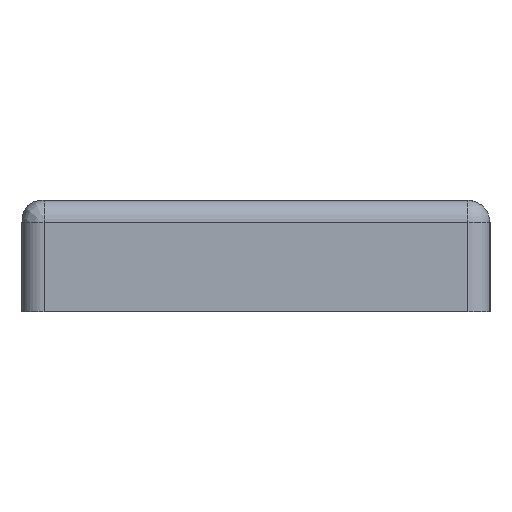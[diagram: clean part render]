
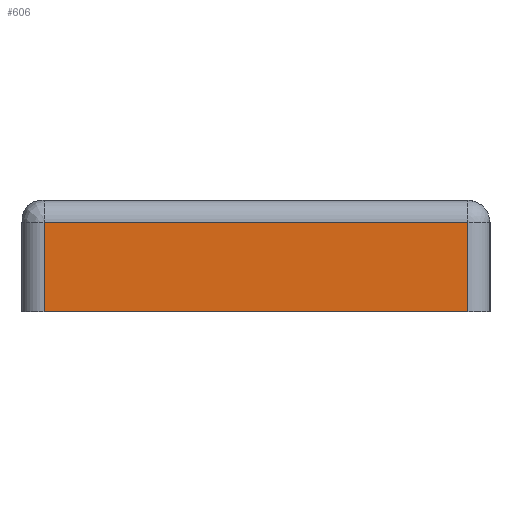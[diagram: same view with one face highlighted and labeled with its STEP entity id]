
A CAD part, left-side view. The second image highlights one B-rep face of the part: STEP entity #606.
In plain terms, the highlighted planar face has unit normal (-1, 0, 0).
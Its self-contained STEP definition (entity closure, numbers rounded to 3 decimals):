
#25=PLANE('',#668);
#58=FACE_OUTER_BOUND('',#100,.T.);
#100=EDGE_LOOP('',(#426,#427,#428,#429));
#144=LINE('',#931,#188);
#146=LINE('',#939,#190);
#147=LINE('',#946,#191);
#149=LINE('',#1007,#193);
#188=VECTOR('',#739,10.);
#190=VECTOR('',#747,10.);
#191=VECTOR('',#756,10.);
#193=VECTOR('',#762,10.);
#268=VERTEX_POINT('',#924);
#271=VERTEX_POINT('',#929);
#274=VERTEX_POINT('',#937);
#276=VERTEX_POINT('',#944);
#323=EDGE_CURVE('',#271,#268,#144,.T.);
#327=EDGE_CURVE('',#274,#271,#146,.T.);
#330=EDGE_CURVE('',#276,#274,#147,.T.);
#334=EDGE_CURVE('',#276,#268,#149,.T.);
#426=ORIENTED_EDGE('',*,*,#323,.F.);
#427=ORIENTED_EDGE('',*,*,#327,.F.);
#428=ORIENTED_EDGE('',*,*,#330,.F.);
#429=ORIENTED_EDGE('',*,*,#334,.T.);
#606=ADVANCED_FACE('',(#58),#25,.T.);
#668=AXIS2_PLACEMENT_3D('',#1006,#760,#761);
#739=DIRECTION('',(0.,0.,-1.));
#747=DIRECTION('',(0.,-1.,0.));
#756=DIRECTION('',(0.,0.,1.));
#760=DIRECTION('center_axis',(-1.,0.,0.));
#761=DIRECTION('ref_axis',(0.,-1.,0.));
#762=DIRECTION('',(0.,-1.,0.));
#924=CARTESIAN_POINT('',(-30.95,-23.8,0.));
#929=CARTESIAN_POINT('',(-30.95,-23.8,6.));
#931=CARTESIAN_POINT('',(-30.95,-23.8,0.));
#937=CARTESIAN_POINT('',(-30.95,4.75,6.));
#939=CARTESIAN_POINT('',(-30.95,-1.638,6.));
#944=CARTESIAN_POINT('',(-30.95,4.75,0.));
#946=CARTESIAN_POINT('',(-30.95,4.75,0.));
#1006=CARTESIAN_POINT('Origin',(-30.95,6.25,0.));
#1007=CARTESIAN_POINT('',(-30.95,6.25,0.));
